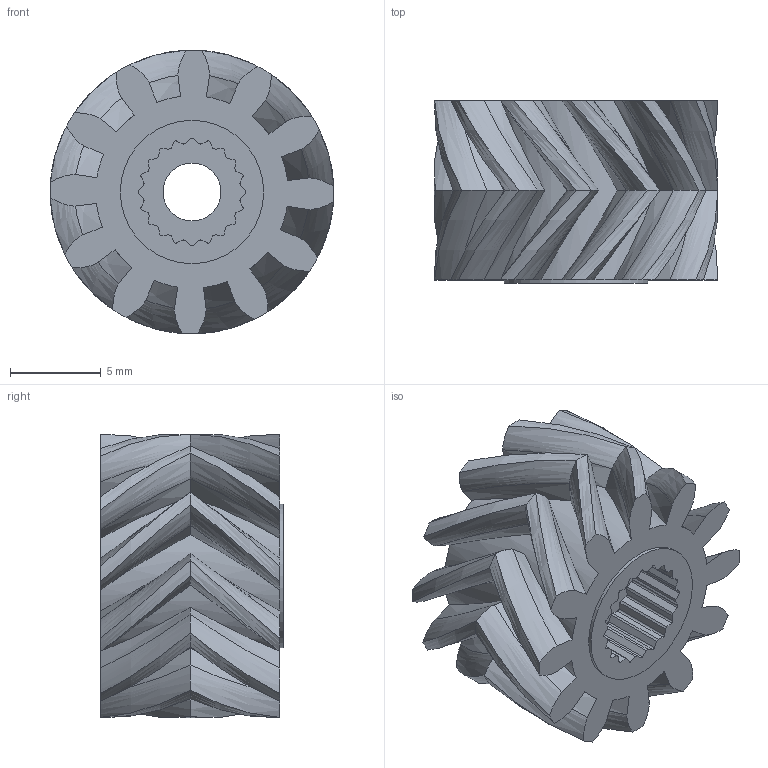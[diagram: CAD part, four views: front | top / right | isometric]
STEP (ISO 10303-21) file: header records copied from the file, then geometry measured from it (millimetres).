
FILE_DESCRIPTION(/* description */ (''),/* implementation_level */ '2;1');
FILE_NAME(/* name */ 'horn_gear_metal.stp',/* time_stamp */ '2025-01-01T16:36:13-05:00',/* author */ ('Kenny'),/* organization */ (''),/* preprocessor_version */ 'ST-DEVELOPER v20',/* originating_system */ 'Autodesk Inventor 2025',/* authorisation */ '');
FILE_SCHEMA (('AUTOMOTIVE_DESIGN { 1 0 10303 214 3 1 1 }'));
Length unit declared in the file: millimetre
Products named in the file (1): 12tooth_on_motor_horn_xm_metal
Bounding box: 15.66 x 10.09 x 15.66 mm (x, y, z)
Volume: 1169.5 mm3; surface area: 1450.3 mm2
Topology: 1 solids, 1 shells, 220 faces, 597 edges, 382 vertices
Faces by surface type: bspline 120, cylinder 55, plane 45
Full cylindrical faces by diameter (mm): 3.2 x1, 5 x1, 7.92 x1
Entity records: 11109 total; most frequent: CARTESIAN_POINT 6192, ORIENTED_EDGE 1194, DIRECTION 657, EDGE_CURVE 597, VERTEX_POINT 382, B_SPLINE_CURVE_WITH_KNOTS 288, AXIS2_PLACEMENT_3D 247, EDGE_LOOP 225
